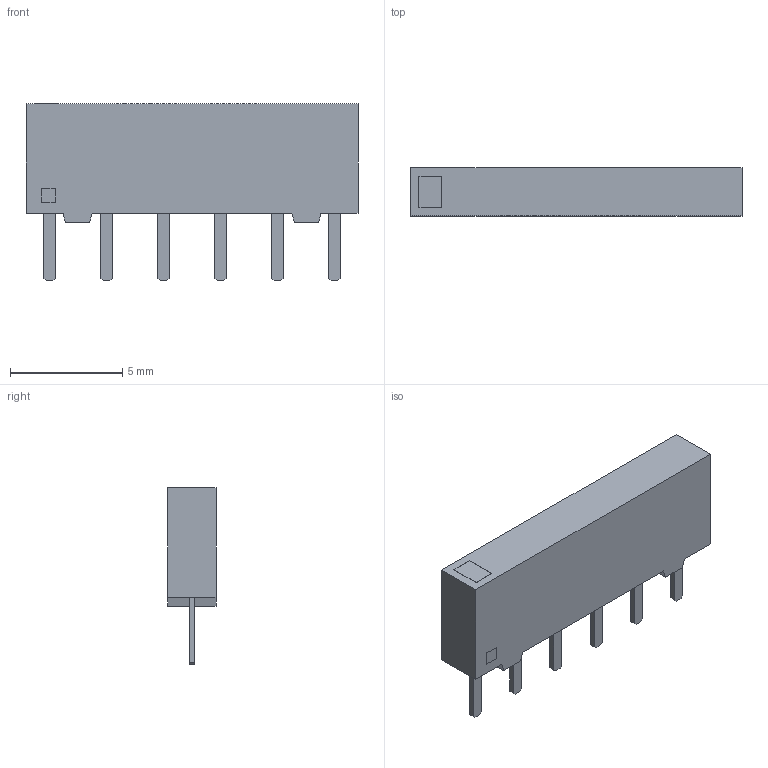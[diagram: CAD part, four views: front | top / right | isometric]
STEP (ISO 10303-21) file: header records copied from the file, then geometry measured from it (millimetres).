
FILE_DESCRIPTION(/* description */ ('Alibre Inc.'),/* implementation_level */ '2;1');
FILE_NAME(/* name */ 'export0',/* time_stamp */ '2013-07-06T20:02:44+03:00',/* author */ (''),/* organization */ (''),/* preprocessor_version */ 'ST-DEVELOPER v14',/* originating_system */ 'Alibre',/* authorisation */ '');
FILE_SCHEMA (('AUTOMOTIVE_DESIGN'));
Length unit declared in the file: centimetre
Bounding box: 14.8 x 2.16 x 7.91 mm (x, y, z)
Volume: 160.2 mm3; surface area: 261 mm2
Topology: 1 solids, 1 shells, 66 faces, 168 edges, 112 vertices
Faces by surface type: plane 66
Entity records: 1915 total; most frequent: CARTESIAN_POINT 340, ORIENTED_EDGE 336, DIRECTION 228, EDGE_CURVE 168, VECTOR 164, LINE 164, VERTEX_POINT 112, EDGE_LOOP 74
